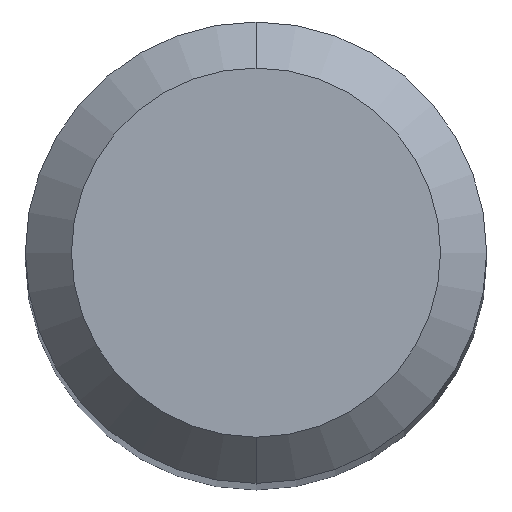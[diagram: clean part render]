
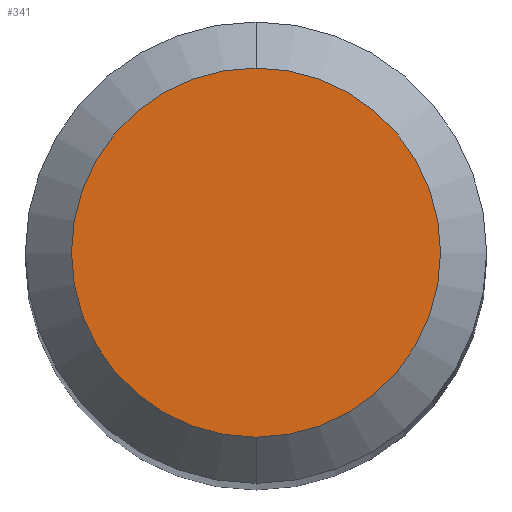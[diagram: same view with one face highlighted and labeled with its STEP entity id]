
A CAD part, top view. The second image highlights one B-rep face of the part: STEP entity #341.
In plain terms, the highlighted planar face has unit normal (0, 0, 1).
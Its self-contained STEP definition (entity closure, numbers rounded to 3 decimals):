
#259=VERTEX_POINT('',#559);
#267=EDGE_CURVE('',#259,#337,#567,.T.);
#315=EDGE_CURVE('',#337,#259,#622,.T.);
#337=VERTEX_POINT('',#647);
#341=ADVANCED_FACE('',(#651),#652,.T.);
#559=CARTESIAN_POINT('',(0.0,1.2,0.0));
#567=CIRCLE('',#1016,1.2);
#622=CIRCLE('',#1128,1.2);
#647=CARTESIAN_POINT('',(0.,-1.2,0.0));
#651=FACE_OUTER_BOUND('',#1192,.T.);
#652=PLANE('',#1193);
#1016=AXIS2_PLACEMENT_3D('',#1490,#1491,#1492);
#1128=AXIS2_PLACEMENT_3D('',#1568,#1569,#1570);
#1192=EDGE_LOOP('',(#1601,#1602));
#1193=AXIS2_PLACEMENT_3D('',#1603,#1604,#1605);
#1490=CARTESIAN_POINT('',(0.0,0.0,0.0));
#1491=DIRECTION('',(0.0,0.0,-1.0));
#1492=DIRECTION('',(0.0,1.0,0.0));
#1568=CARTESIAN_POINT('',(0.0,0.0,0.0));
#1569=DIRECTION('',(0.0,0.0,-1.0));
#1570=DIRECTION('',(0.0,1.0,0.0));
#1601=ORIENTED_EDGE('',*,*,#267,.F.);
#1602=ORIENTED_EDGE('',*,*,#315,.F.);
#1603=CARTESIAN_POINT('',(0.0,0.6,0.0));
#1604=DIRECTION('',(-0.0,0.0,1.0));
#1605=DIRECTION('',(0.0,-1.0,0.0));
